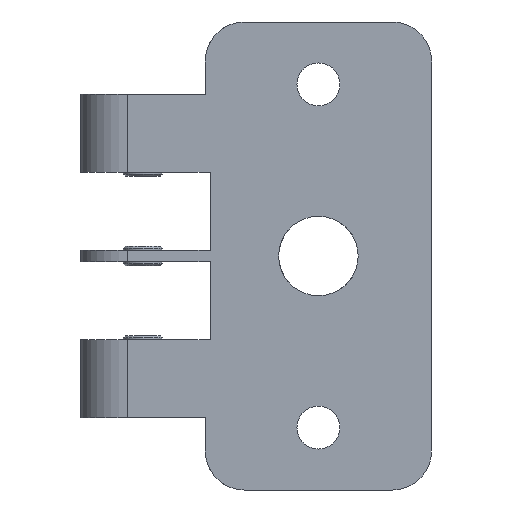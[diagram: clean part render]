
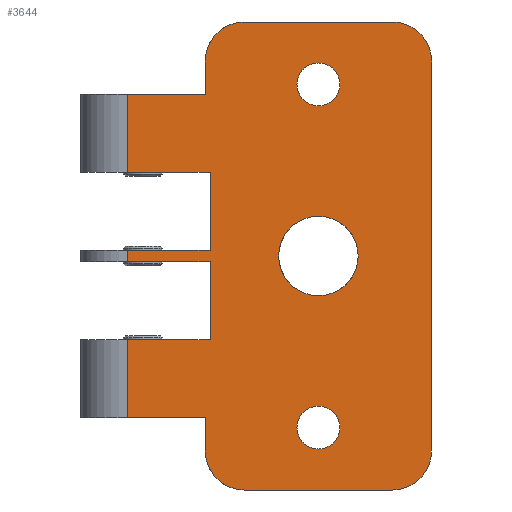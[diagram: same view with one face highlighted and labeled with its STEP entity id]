
A CAD part, left-side view. The second image highlights one B-rep face of the part: STEP entity #3644.
In plain terms, the highlighted planar face has unit normal (-1, 0, 0).
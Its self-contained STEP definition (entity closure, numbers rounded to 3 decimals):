
#870=CARTESIAN_POINT('Vertex',(0.,8.383,-0.75)) ;
#873=CARTESIAN_POINT('Line Origine',(0.,13.692,-0.75)) ;
#877=CARTESIAN_POINT('Vertex',(0.,19.,-0.75)) ;
#1008=CARTESIAN_POINT('Vertex',(0.,8.383,-10.75)) ;
#1011=CARTESIAN_POINT('Line Origine',(0.,8.383,-5.75)) ;
#1032=CARTESIAN_POINT('Vertex',(0.,19.,0.75)) ;
#1035=CARTESIAN_POINT('Line Origine',(0.,19.,0.)) ;
#1052=CARTESIAN_POINT('Line Origine',(0.,13.692,0.75)) ;
#1056=CARTESIAN_POINT('Vertex',(0.,8.383,0.75)) ;
#1151=CARTESIAN_POINT('Line Origine',(0.,13.692,-10.75)) ;
#1155=CARTESIAN_POINT('Vertex',(0.,19.,-10.75)) ;
#1259=CARTESIAN_POINT('Vertex',(0.,8.383,10.75)) ;
#1262=CARTESIAN_POINT('Line Origine',(0.,13.692,10.75)) ;
#1266=CARTESIAN_POINT('Vertex',(0.,19.,10.75)) ;
#1360=CARTESIAN_POINT('Vertex',(0.,-10.6,0.)) ;
#1363=CARTESIAN_POINT('Axis2P3D Location',(0.,-5.5,0.)) ;
#1367=CARTESIAN_POINT('Vertex',(0.,-0.4,0.)) ;
#1413=CARTESIAN_POINT('Axis2P3D Location',(0.,-5.5,0.)) ;
#1598=CARTESIAN_POINT('Line Origine',(0.,8.383,5.75)) ;
#1619=CARTESIAN_POINT('Vertex',(0.,19.,20.75)) ;
#1629=CARTESIAN_POINT('Line Origine',(0.,19.,0.)) ;
#1646=CARTESIAN_POINT('Line Origine',(0.,-5.5,30.)) ;
#1650=CARTESIAN_POINT('Vertex',(0.,4.,30.)) ;
#1652=CARTESIAN_POINT('Vertex',(0.,-15.,30.)) ;
#1693=CARTESIAN_POINT('Axis2P3D Location',(0.,-15.,25.)) ;
#1697=CARTESIAN_POINT('Vertex',(0.,-20.,25.)) ;
#1717=CARTESIAN_POINT('Line Origine',(0.,-20.,22.875)) ;
#1721=CARTESIAN_POINT('Vertex',(0.,-20.,20.75)) ;
#1743=CARTESIAN_POINT('Line Origine',(0.,-20.,-2.125)) ;
#1747=CARTESIAN_POINT('Vertex',(0.,-20.,-25.)) ;
#1789=CARTESIAN_POINT('Axis2P3D Location',(0.,-15.,-25.)) ;
#1793=CARTESIAN_POINT('Vertex',(0.,-15.,-30.)) ;
#1813=CARTESIAN_POINT('Line Origine',(0.,-5.5,-30.)) ;
#1817=CARTESIAN_POINT('Vertex',(0.,4.,-30.)) ;
#1855=CARTESIAN_POINT('Vertex',(0.,19.,-20.75)) ;
#1858=CARTESIAN_POINT('Line Origine',(0.,19.,0.)) ;
#2732=CARTESIAN_POINT('Vertex',(0.,-2.75,-22.)) ;
#2735=CARTESIAN_POINT('Axis2P3D Location',(0.,-5.5,-22.)) ;
#2739=CARTESIAN_POINT('Vertex',(0.,-8.25,-22.)) ;
#2759=CARTESIAN_POINT('Axis2P3D Location',(0.,-5.5,-22.)) ;
#2789=CARTESIAN_POINT('Vertex',(0.,-2.75,22.)) ;
#2792=CARTESIAN_POINT('Axis2P3D Location',(0.,-5.5,22.)) ;
#2796=CARTESIAN_POINT('Vertex',(0.,-8.25,22.)) ;
#2816=CARTESIAN_POINT('Axis2P3D Location',(0.,-5.5,22.)) ;
#3473=CARTESIAN_POINT('Vertex',(0.,9.,20.75)) ;
#3478=CARTESIAN_POINT('Line Origine',(0.,9.,22.875)) ;
#3482=CARTESIAN_POINT('Vertex',(0.,9.,25.)) ;
#3504=CARTESIAN_POINT('Line Origine',(0.,14.,20.75)) ;
#3572=CARTESIAN_POINT('Axis2P3D Location',(0.,4.,25.)) ;
#3585=CARTESIAN_POINT('Axis2P3D Location',(0.,0.,0.)) ;
#3590=CARTESIAN_POINT('Line Origine',(0.,14.,-20.75)) ;
#3594=CARTESIAN_POINT('Vertex',(0.,9.,-20.75)) ;
#3597=CARTESIAN_POINT('Line Origine',(0.,9.,-22.875)) ;
#3601=CARTESIAN_POINT('Vertex',(0.,9.,-25.)) ;
#3604=CARTESIAN_POINT('Axis2P3D Location',(0.,4.,-25.)) ;
#874=DIRECTION('Vector Direction',(0.,-1.,0.)) ;
#1012=DIRECTION('Vector Direction',(0.,0.,-1.)) ;
#1036=DIRECTION('Vector Direction',(0.,0.,1.)) ;
#1053=DIRECTION('Vector Direction',(0.,-1.,0.)) ;
#1152=DIRECTION('Vector Direction',(0.,-1.,0.)) ;
#1263=DIRECTION('Vector Direction',(0.,-1.,0.)) ;
#1364=DIRECTION('Axis2P3D Direction',(1.,0.,0.)) ;
#1414=DIRECTION('Axis2P3D Direction',(1.,0.,0.)) ;
#1599=DIRECTION('Vector Direction',(0.,0.,1.)) ;
#1630=DIRECTION('Vector Direction',(0.,0.,1.)) ;
#1647=DIRECTION('Vector Direction',(0.,-1.,0.)) ;
#1694=DIRECTION('Axis2P3D Direction',(1.,0.,0.)) ;
#1718=DIRECTION('Vector Direction',(0.,0.,-1.)) ;
#1744=DIRECTION('Vector Direction',(0.,0.,-1.)) ;
#1790=DIRECTION('Axis2P3D Direction',(-1.,0.,0.)) ;
#1814=DIRECTION('Vector Direction',(0.,1.,0.)) ;
#1859=DIRECTION('Vector Direction',(0.,0.,1.)) ;
#2736=DIRECTION('Axis2P3D Direction',(1.,0.,0.)) ;
#2760=DIRECTION('Axis2P3D Direction',(1.,0.,0.)) ;
#2793=DIRECTION('Axis2P3D Direction',(1.,0.,0.)) ;
#2817=DIRECTION('Axis2P3D Direction',(1.,0.,0.)) ;
#3479=DIRECTION('Vector Direction',(0.,0.,1.)) ;
#3505=DIRECTION('Vector Direction',(0.,-1.,0.)) ;
#3573=DIRECTION('Axis2P3D Direction',(1.,0.,-0.)) ;
#3586=DIRECTION('Axis2P3D Direction',(1.,0.,0.)) ;
#3587=DIRECTION('Axis2P3D XDirection',(0.,1.,0.)) ;
#3591=DIRECTION('Vector Direction',(0.,1.,0.)) ;
#3598=DIRECTION('Vector Direction',(0.,0.,1.)) ;
#3605=DIRECTION('Axis2P3D Direction',(1.,0.,0.)) ;
#1365=AXIS2_PLACEMENT_3D('Circle Axis2P3D',#1363,#1364,$) ;
#1415=AXIS2_PLACEMENT_3D('Circle Axis2P3D',#1413,#1414,$) ;
#1695=AXIS2_PLACEMENT_3D('Circle Axis2P3D',#1693,#1694,$) ;
#1791=AXIS2_PLACEMENT_3D('Circle Axis2P3D',#1789,#1790,$) ;
#2737=AXIS2_PLACEMENT_3D('Circle Axis2P3D',#2735,#2736,$) ;
#2761=AXIS2_PLACEMENT_3D('Circle Axis2P3D',#2759,#2760,$) ;
#2794=AXIS2_PLACEMENT_3D('Circle Axis2P3D',#2792,#2793,$) ;
#2818=AXIS2_PLACEMENT_3D('Circle Axis2P3D',#2816,#2817,$) ;
#3574=AXIS2_PLACEMENT_3D('Circle Axis2P3D',#3572,#3573,$) ;
#3588=AXIS2_PLACEMENT_3D('Plane Axis2P3D',#3585,#3586,#3587) ;
#3606=AXIS2_PLACEMENT_3D('Circle Axis2P3D',#3604,#3605,$) ;
#3610=ORIENTED_EDGE('',*,*,#1039,.F.) ;
#3611=ORIENTED_EDGE('',*,*,#879,.T.) ;
#3612=ORIENTED_EDGE('',*,*,#1015,.T.) ;
#3613=ORIENTED_EDGE('',*,*,#1157,.F.) ;
#3614=ORIENTED_EDGE('',*,*,#1862,.F.) ;
#3615=ORIENTED_EDGE('',*,*,#3596,.F.) ;
#3616=ORIENTED_EDGE('',*,*,#3603,.F.) ;
#3617=ORIENTED_EDGE('',*,*,#3608,.F.) ;
#3618=ORIENTED_EDGE('',*,*,#1819,.F.) ;
#3619=ORIENTED_EDGE('',*,*,#1795,.F.) ;
#3620=ORIENTED_EDGE('',*,*,#1749,.F.) ;
#3621=ORIENTED_EDGE('',*,*,#1723,.F.) ;
#3622=ORIENTED_EDGE('',*,*,#1699,.F.) ;
#3623=ORIENTED_EDGE('',*,*,#1654,.F.) ;
#3624=ORIENTED_EDGE('',*,*,#3576,.F.) ;
#3625=ORIENTED_EDGE('',*,*,#3484,.F.) ;
#3626=ORIENTED_EDGE('',*,*,#3508,.F.) ;
#3627=ORIENTED_EDGE('',*,*,#1633,.F.) ;
#3628=ORIENTED_EDGE('',*,*,#1268,.T.) ;
#3629=ORIENTED_EDGE('',*,*,#1602,.F.) ;
#3630=ORIENTED_EDGE('',*,*,#1058,.F.) ;
#3633=ORIENTED_EDGE('',*,*,#1369,.T.) ;
#3634=ORIENTED_EDGE('',*,*,#1417,.T.) ;
#3637=ORIENTED_EDGE('',*,*,#2798,.T.) ;
#3638=ORIENTED_EDGE('',*,*,#2820,.T.) ;
#3641=ORIENTED_EDGE('',*,*,#2741,.T.) ;
#3642=ORIENTED_EDGE('',*,*,#2763,.T.) ;
#3635=FACE_BOUND('',#3632,.T.) ;
#3639=FACE_BOUND('',#3636,.T.) ;
#3643=FACE_BOUND('',#3640,.T.) ;
#875=VECTOR('Line Direction',#874,1.) ;
#1013=VECTOR('Line Direction',#1012,1.) ;
#1037=VECTOR('Line Direction',#1036,1.) ;
#1054=VECTOR('Line Direction',#1053,1.) ;
#1153=VECTOR('Line Direction',#1152,1.) ;
#1264=VECTOR('Line Direction',#1263,1.) ;
#1600=VECTOR('Line Direction',#1599,1.) ;
#1631=VECTOR('Line Direction',#1630,1.) ;
#1648=VECTOR('Line Direction',#1647,1.) ;
#1719=VECTOR('Line Direction',#1718,1.) ;
#1745=VECTOR('Line Direction',#1744,1.) ;
#1815=VECTOR('Line Direction',#1814,1.) ;
#1860=VECTOR('Line Direction',#1859,1.) ;
#3480=VECTOR('Line Direction',#3479,1.) ;
#3506=VECTOR('Line Direction',#3505,1.) ;
#3592=VECTOR('Line Direction',#3591,1.) ;
#3599=VECTOR('Line Direction',#3598,1.) ;
#3644=ADVANCED_FACE('Corps principal',(#3631,#3635,#3639,#3643),#3589,.F.) ;
#1366=CIRCLE('generated circle',#1365,5.1) ;
#1416=CIRCLE('generated circle',#1415,5.1) ;
#1696=CIRCLE('generated circle',#1695,5.) ;
#1792=CIRCLE('generated circle',#1791,5.) ;
#2738=CIRCLE('generated circle',#2737,2.75) ;
#2762=CIRCLE('generated circle',#2761,2.75) ;
#2795=CIRCLE('generated circle',#2794,2.75) ;
#2819=CIRCLE('generated circle',#2818,2.75) ;
#3575=CIRCLE('generated circle',#3574,5.) ;
#3607=CIRCLE('generated circle',#3606,5.) ;
#879=EDGE_CURVE('',#878,#871,#876,.T.) ;
#1015=EDGE_CURVE('',#871,#1009,#1014,.T.) ;
#1039=EDGE_CURVE('',#878,#1033,#1038,.T.) ;
#1058=EDGE_CURVE('',#1033,#1057,#1055,.T.) ;
#1157=EDGE_CURVE('',#1156,#1009,#1154,.T.) ;
#1268=EDGE_CURVE('',#1267,#1260,#1265,.T.) ;
#1369=EDGE_CURVE('',#1368,#1361,#1366,.T.) ;
#1417=EDGE_CURVE('',#1361,#1368,#1416,.T.) ;
#1602=EDGE_CURVE('',#1057,#1260,#1601,.T.) ;
#1633=EDGE_CURVE('',#1267,#1620,#1632,.T.) ;
#1654=EDGE_CURVE('',#1651,#1653,#1649,.T.) ;
#1699=EDGE_CURVE('',#1653,#1698,#1696,.T.) ;
#1723=EDGE_CURVE('',#1698,#1722,#1720,.T.) ;
#1749=EDGE_CURVE('',#1722,#1748,#1746,.T.) ;
#1795=EDGE_CURVE('',#1748,#1794,#1792,.F.) ;
#1819=EDGE_CURVE('',#1794,#1818,#1816,.T.) ;
#1862=EDGE_CURVE('',#1856,#1156,#1861,.T.) ;
#2741=EDGE_CURVE('',#2740,#2733,#2738,.T.) ;
#2763=EDGE_CURVE('',#2733,#2740,#2762,.T.) ;
#2798=EDGE_CURVE('',#2797,#2790,#2795,.T.) ;
#2820=EDGE_CURVE('',#2790,#2797,#2819,.T.) ;
#3484=EDGE_CURVE('',#3474,#3483,#3481,.T.) ;
#3508=EDGE_CURVE('',#1620,#3474,#3507,.T.) ;
#3576=EDGE_CURVE('',#3483,#1651,#3575,.T.) ;
#3596=EDGE_CURVE('',#3595,#1856,#3593,.T.) ;
#3603=EDGE_CURVE('',#3602,#3595,#3600,.T.) ;
#3608=EDGE_CURVE('',#1818,#3602,#3607,.T.) ;
#3609=EDGE_LOOP('',(#3610,#3611,#3612,#3613,#3614,#3615,#3616,#3617,#3618,#3619,#3620,#3621,#3622,#3623,#3624,#3625,#3626,#3627,#3628,#3629,#3630)) ;
#3632=EDGE_LOOP('',(#3633,#3634)) ;
#3636=EDGE_LOOP('',(#3637,#3638)) ;
#3640=EDGE_LOOP('',(#3641,#3642)) ;
#3631=FACE_OUTER_BOUND('',#3609,.T.) ;
#876=LINE('Line',#873,#875) ;
#1014=LINE('Line',#1011,#1013) ;
#1038=LINE('Line',#1035,#1037) ;
#1055=LINE('Line',#1052,#1054) ;
#1154=LINE('Line',#1151,#1153) ;
#1265=LINE('Line',#1262,#1264) ;
#1601=LINE('Line',#1598,#1600) ;
#1632=LINE('Line',#1629,#1631) ;
#1649=LINE('Line',#1646,#1648) ;
#1720=LINE('Line',#1717,#1719) ;
#1746=LINE('Line',#1743,#1745) ;
#1816=LINE('Line',#1813,#1815) ;
#1861=LINE('Line',#1858,#1860) ;
#3481=LINE('Line',#3478,#3480) ;
#3507=LINE('Line',#3504,#3506) ;
#3593=LINE('Line',#3590,#3592) ;
#3600=LINE('Line',#3597,#3599) ;
#3589=PLANE('',#3588) ;
#871=VERTEX_POINT('',#870) ;
#878=VERTEX_POINT('',#877) ;
#1009=VERTEX_POINT('',#1008) ;
#1033=VERTEX_POINT('',#1032) ;
#1057=VERTEX_POINT('',#1056) ;
#1156=VERTEX_POINT('',#1155) ;
#1260=VERTEX_POINT('',#1259) ;
#1267=VERTEX_POINT('',#1266) ;
#1361=VERTEX_POINT('',#1360) ;
#1368=VERTEX_POINT('',#1367) ;
#1620=VERTEX_POINT('',#1619) ;
#1651=VERTEX_POINT('',#1650) ;
#1653=VERTEX_POINT('',#1652) ;
#1698=VERTEX_POINT('',#1697) ;
#1722=VERTEX_POINT('',#1721) ;
#1748=VERTEX_POINT('',#1747) ;
#1794=VERTEX_POINT('',#1793) ;
#1818=VERTEX_POINT('',#1817) ;
#1856=VERTEX_POINT('',#1855) ;
#2733=VERTEX_POINT('',#2732) ;
#2740=VERTEX_POINT('',#2739) ;
#2790=VERTEX_POINT('',#2789) ;
#2797=VERTEX_POINT('',#2796) ;
#3474=VERTEX_POINT('',#3473) ;
#3483=VERTEX_POINT('',#3482) ;
#3595=VERTEX_POINT('',#3594) ;
#3602=VERTEX_POINT('',#3601) ;
